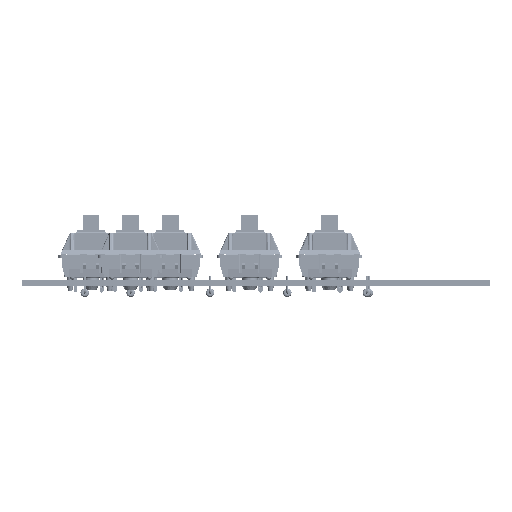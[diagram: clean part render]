
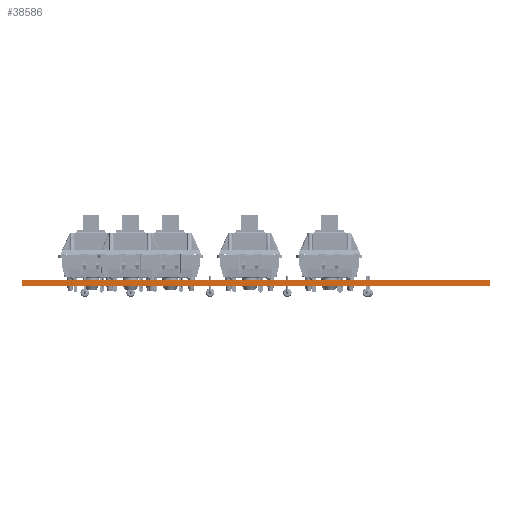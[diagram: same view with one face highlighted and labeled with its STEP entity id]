
A CAD part, front view. The second image highlights one B-rep face of the part: STEP entity #38586.
In plain terms, the highlighted planar face has unit normal (0, -1, 0).
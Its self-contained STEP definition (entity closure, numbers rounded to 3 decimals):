
#38586 = ADVANCED_FACE('',(#38587),#38621,.T.);
#38587 = FACE_BOUND('',#38588,.T.);
#38588 = EDGE_LOOP('',(#38589,#38599,#38607,#38615));
#38589 = ORIENTED_EDGE('',*,*,#38590,.T.);
#38590 = EDGE_CURVE('',#38591,#38593,#38595,.T.);
#38591 = VERTEX_POINT('',#38592);
#38592 = CARTESIAN_POINT('',(231.,-125.,0.));
#38593 = VERTEX_POINT('',#38594);
#38594 = CARTESIAN_POINT('',(231.,-125.,1.51));
#38595 = LINE('',#38596,#38597);
#38596 = CARTESIAN_POINT('',(231.,-125.,0.));
#38597 = VECTOR('',#38598,1.);
#38598 = DIRECTION('',(0.,0.,1.));
#38599 = ORIENTED_EDGE('',*,*,#38600,.T.);
#38600 = EDGE_CURVE('',#38593,#38601,#38603,.T.);
#38601 = VERTEX_POINT('',#38602);
#38602 = CARTESIAN_POINT('',(119.,-125.,1.51));
#38603 = LINE('',#38604,#38605);
#38604 = CARTESIAN_POINT('',(231.,-125.,1.51));
#38605 = VECTOR('',#38606,1.);
#38606 = DIRECTION('',(-1.,0.,0.));
#38607 = ORIENTED_EDGE('',*,*,#38608,.F.);
#38608 = EDGE_CURVE('',#38609,#38601,#38611,.T.);
#38609 = VERTEX_POINT('',#38610);
#38610 = CARTESIAN_POINT('',(119.,-125.,0.));
#38611 = LINE('',#38612,#38613);
#38612 = CARTESIAN_POINT('',(119.,-125.,0.));
#38613 = VECTOR('',#38614,1.);
#38614 = DIRECTION('',(0.,0.,1.));
#38615 = ORIENTED_EDGE('',*,*,#38616,.F.);
#38616 = EDGE_CURVE('',#38591,#38609,#38617,.T.);
#38617 = LINE('',#38618,#38619);
#38618 = CARTESIAN_POINT('',(231.,-125.,0.));
#38619 = VECTOR('',#38620,1.);
#38620 = DIRECTION('',(-1.,0.,0.));
#38621 = PLANE('',#38622);
#38622 = AXIS2_PLACEMENT_3D('',#38623,#38624,#38625);
#38623 = CARTESIAN_POINT('',(231.,-125.,0.));
#38624 = DIRECTION('',(0.,-1.,0.));
#38625 = DIRECTION('',(-1.,0.,0.));
